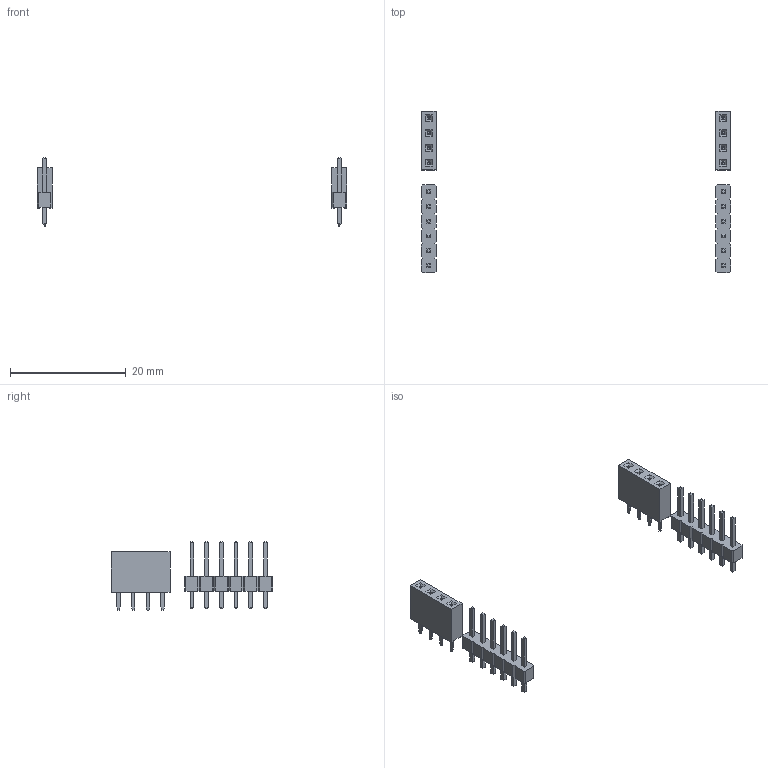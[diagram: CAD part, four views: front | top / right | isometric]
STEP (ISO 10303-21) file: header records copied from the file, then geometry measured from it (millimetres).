
FILE_DESCRIPTION (( 'STEP AP214' ), '1' );
FILE_NAME ('眻齬渀齬譫.STEP', '2021-05-15T08:06:19', ( '' ), ( '' ), 'SwSTEP 2.0', 'SolidWorks 2021', '' );
FILE_SCHEMA (( 'AUTOMOTIVE_DESIGN' ));
Length unit declared in the file: millimetre
Products named in the file (3): PinSocket_1x04_P2.54mm_Vertical; 眻齬渀齬譫; PinHeader_1x06_P2.54mm_Vertical.step
Assembly tree (4 placements, depth 2):
  眻齬渀齬譫
    PinSocket_1x04_P2.54mm_Vertical  x2
    PinHeader_1x06_P2.54mm_Vertical.step  x2
Bounding box: 53.34 x 27.9 x 11.84 mm (x, y, z)
Volume: 576.1 mm3; surface area: 1240.2 mm2
Topology: 4 solids, 4 shells, 564 faces, 1396 edges, 888 vertices
Faces by surface type: plane 564
Entity records: 9360 total; most frequent: CARTESIAN_POINT 1431, ORIENTED_EDGE 1396, DIRECTION 1276, VECTOR 698, EDGE_CURVE 698, LINE 698, VERTEX_POINT 444, EDGE_LOOP 306
